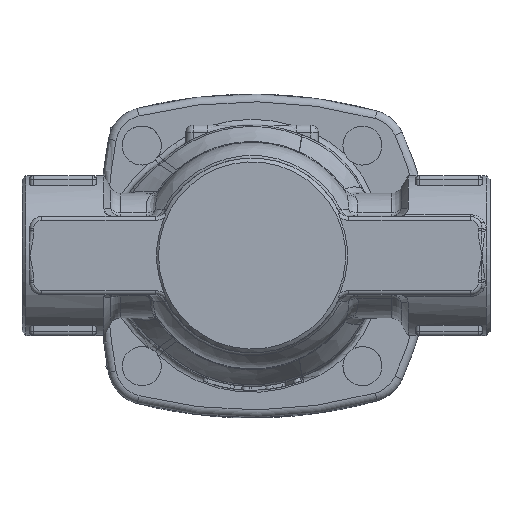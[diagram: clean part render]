
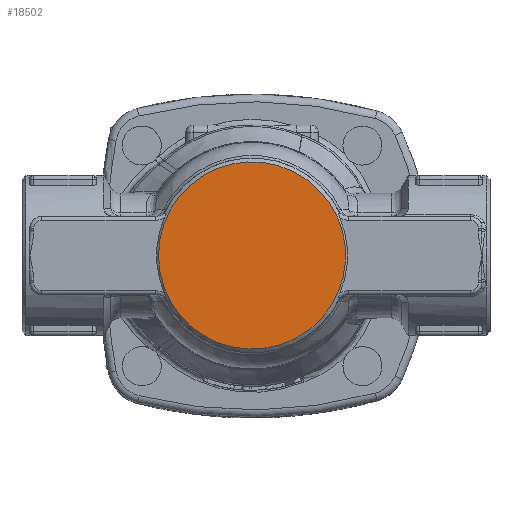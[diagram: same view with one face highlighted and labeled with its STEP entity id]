
A CAD part, top view. The second image highlights one B-rep face of the part: STEP entity #18502.
In plain terms, the highlighted planar face has unit normal (0, 0, 1).
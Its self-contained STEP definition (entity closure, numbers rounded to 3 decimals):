
#18244=CARTESIAN_POINT('',(-24.0,0.,65.0));
#18245=VERTEX_POINT('',#18244);
#18246=CARTESIAN_POINT('',(0.,0.0,65.0));
#18247=DIRECTION('',(0.0,0.0,-1.0));
#18248=DIRECTION('',(1.0,0.0,0.0));
#18249=AXIS2_PLACEMENT_3D('',#18246,#18247,#18248);
#18250=CIRCLE('',#18249,24.0);
#18251=EDGE_CURVE('',#18245,#18245,#18250,.T.);
#18494=CARTESIAN_POINT('',(-12.5,0.0,65.0));
#18495=DIRECTION('',(0.0,0.0,1.0));
#18496=DIRECTION('',(1.0,0.0,0.0));
#18497=AXIS2_PLACEMENT_3D('',#18494,#18495,#18496);
#18498=PLANE('',#18497);
#18499=ORIENTED_EDGE('',*,*,#18251,.F.);
#18500=EDGE_LOOP('',(#18499));
#18501=FACE_OUTER_BOUND('',#18500,.T.);
#18502=ADVANCED_FACE('',(#18501),#18498,.T.);
